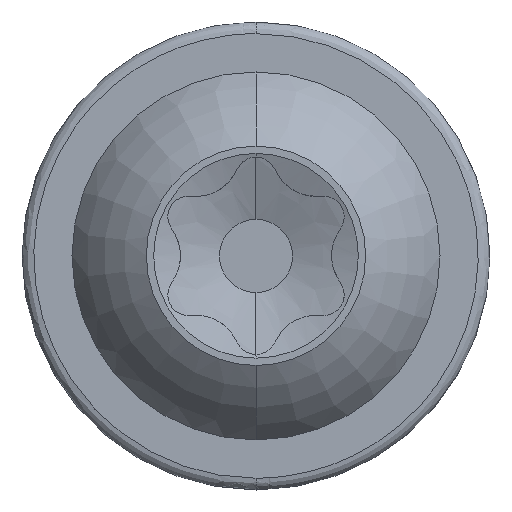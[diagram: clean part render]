
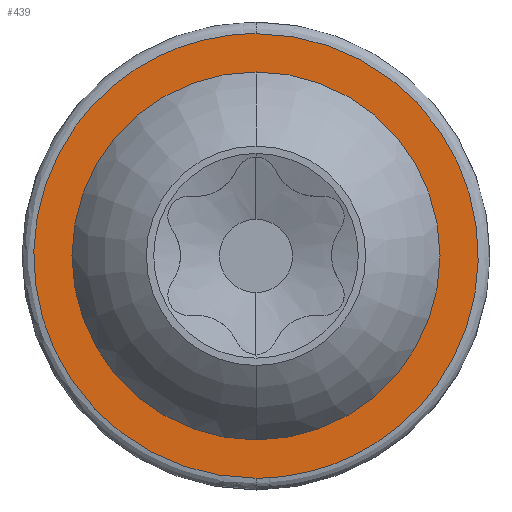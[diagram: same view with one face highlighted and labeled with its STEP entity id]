
A CAD part, top view. The second image highlights one B-rep face of the part: STEP entity #439.
In plain terms, the highlighted planar face has unit normal (0, 0, 1).
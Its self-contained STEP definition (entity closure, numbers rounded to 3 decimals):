
#53 = EDGE_LOOP ( 'NONE', ( #1924, #1293 ) ) ;
#57 = CARTESIAN_POINT ( 'NONE',  ( -15.2, -7.6, 2. ) ) ;
#128 = EDGE_LOOP ( 'NONE', ( #1540, #480 ) ) ;
#144 = FACE_BOUND ( 'NONE', #128, .T. ) ;
#194 = CARTESIAN_POINT ( 'NONE',  ( -15.2, 7.6, 2. ) ) ;
#204 = DIRECTION ( 'NONE',  ( 0., 0., -1. ) ) ;
#210 = CARTESIAN_POINT ( 'NONE',  ( 0., -7.6, 2. ) ) ;
#225 = VERTEX_POINT ( 'NONE', #934 ) ;
#274 =( BOUNDED_CURVE ( )  B_SPLINE_CURVE ( 3, ( #1919, #57, #194, #505 ),
 .UNSPECIFIED., .F., .T. ) 
 B_SPLINE_CURVE_WITH_KNOTS ( ( 4, 4 ),
 ( 0., 1. ),
 .UNSPECIFIED. ) 
 CURVE ( )  GEOMETRIC_REPRESENTATION_ITEM ( )  RATIONAL_B_SPLINE_CURVE ( ( 1., 0.333, 0.333, 1. ) ) 
 REPRESENTATION_ITEM ( '' )  );
#352 = CARTESIAN_POINT ( 'NONE',  ( 15.2, -7.6, 2. ) ) ;
#387 = EDGE_CURVE ( 'NONE', #225, #1370, #274, .T. ) ;
#439 = ADVANCED_FACE ( 'NONE', ( #144, #723 ), #562, .T. ) ;
#447 = DIRECTION ( 'NONE',  ( 0., 1., 0. ) ) ;
#480 = ORIENTED_EDGE ( 'NONE', *, *, #1249, .T. ) ;
#505 = CARTESIAN_POINT ( 'NONE',  ( 0., 7.6, 2. ) ) ;
#544 = CARTESIAN_POINT ( 'NONE',  ( 0., 7.6, 2. ) ) ;
#562 = PLANE ( 'NONE',  #906 ) ;
#568 = AXIS2_PLACEMENT_3D ( 'NONE', #1137, #204, #1295 ) ;
#622 = CIRCLE ( 'NONE', #1568, 6.292 ) ;
#683 = VERTEX_POINT ( 'NONE', #1917 ) ;
#723 = FACE_OUTER_BOUND ( 'NONE', #53, .T. ) ;
#838 = DIRECTION ( 'NONE',  ( 0., -1., 0. ) ) ;
#897 = CARTESIAN_POINT ( 'NONE',  ( 0., 0., 2. ) ) ;
#906 = AXIS2_PLACEMENT_3D ( 'NONE', #1318, #1952, #838 ) ;
#914 =( BOUNDED_CURVE ( )  B_SPLINE_CURVE ( 3, ( #1159, #1303, #352, #210 ),
 .UNSPECIFIED., .F., .F. ) 
 B_SPLINE_CURVE_WITH_KNOTS ( ( 4, 4 ),
 ( 0., 1. ),
 .UNSPECIFIED. ) 
 CURVE ( )  GEOMETRIC_REPRESENTATION_ITEM ( )  RATIONAL_B_SPLINE_CURVE ( ( 1., 0.333, 0.333, 1. ) ) 
 REPRESENTATION_ITEM ( '' )  );
#934 = CARTESIAN_POINT ( 'NONE',  ( 0., -7.6, 2. ) ) ;
#1037 = CARTESIAN_POINT ( 'NONE',  ( 0., 6.292, 2. ) ) ;
#1046 = DIRECTION ( 'NONE',  ( 0., 0., -1. ) ) ;
#1137 = CARTESIAN_POINT ( 'NONE',  ( 0., 0., 2. ) ) ;
#1159 = CARTESIAN_POINT ( 'NONE',  ( 0., 7.6, 2. ) ) ;
#1245 = EDGE_CURVE ( 'NONE', #1370, #225, #914, .T. ) ;
#1249 = EDGE_CURVE ( 'NONE', #683, #1781, #1887, .T. ) ;
#1293 = ORIENTED_EDGE ( 'NONE', *, *, #387, .F. ) ;
#1295 = DIRECTION ( 'NONE',  ( 0., 1., 0. ) ) ;
#1303 = CARTESIAN_POINT ( 'NONE',  ( 15.2, 7.6, 2. ) ) ;
#1318 = CARTESIAN_POINT ( 'NONE',  ( -8., 0., 2. ) ) ;
#1370 = VERTEX_POINT ( 'NONE', #544 ) ;
#1540 = ORIENTED_EDGE ( 'NONE', *, *, #1901, .T. ) ;
#1568 = AXIS2_PLACEMENT_3D ( 'NONE', #897, #1046, #447 ) ;
#1781 = VERTEX_POINT ( 'NONE', #1037 ) ;
#1887 = CIRCLE ( 'NONE', #568, 6.292 ) ;
#1901 = EDGE_CURVE ( 'NONE', #1781, #683, #622, .T. ) ;
#1917 = CARTESIAN_POINT ( 'NONE',  ( 0., -6.292, 2. ) ) ;
#1919 = CARTESIAN_POINT ( 'NONE',  ( 0., -7.6, 2. ) ) ;
#1924 = ORIENTED_EDGE ( 'NONE', *, *, #1245, .F. ) ;
#1952 = DIRECTION ( 'NONE',  ( 0., 0., 1. ) ) ;
